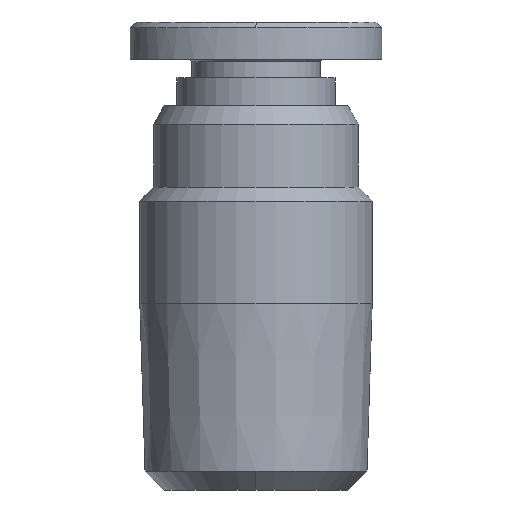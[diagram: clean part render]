
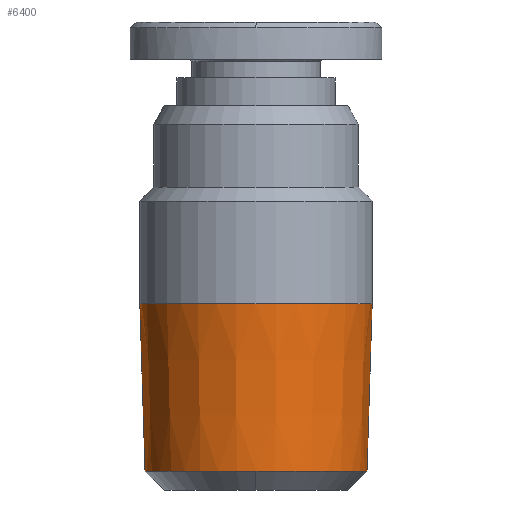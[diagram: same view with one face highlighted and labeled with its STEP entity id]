
A CAD part, left-side view. The second image highlights one B-rep face of the part: STEP entity #6400.
In plain terms, the highlighted conical face has half-angle 1.79 degrees and reference radius 4.99 mm.
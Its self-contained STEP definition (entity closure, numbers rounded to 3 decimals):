
#49 = EDGE_CURVE ( 'NONE', #11650, #14242, #12593, .T. ) ;
#701 = CIRCLE ( 'NONE', #1062, 4.99 ) ;
#963 = DIRECTION ( 'NONE',  ( 0., 0., 1. ) ) ;
#1024 = EDGE_CURVE ( 'NONE', #14242, #8094, #701, .T. ) ;
#1062 = AXIS2_PLACEMENT_3D ( 'NONE', #17968, #4845, #3402 ) ;
#1230 = DIRECTION ( 'NONE',  ( 0., -0.031, 1. ) ) ;
#1891 = ORIENTED_EDGE ( 'NONE', *, *, #1024, .T. ) ;
#3402 = DIRECTION ( 'NONE',  ( 0., 1., 0. ) ) ;
#3407 = DIRECTION ( 'NONE',  ( 0., 0., 1. ) ) ;
#4710 = EDGE_CURVE ( 'NONE', #10623, #8094, #13003, .T. ) ;
#4845 = DIRECTION ( 'NONE',  ( 0., 0., -1. ) ) ;
#5129 = AXIS2_PLACEMENT_3D ( 'NONE', #11210, #963, #9701 ) ;
#5271 = DIRECTION ( 'NONE',  ( 0., 0., 1. ) ) ;
#5436 = CARTESIAN_POINT ( 'NONE',  ( 22.995, 4.99, 3.504 ) ) ;
#5483 = ORIENTED_EDGE ( 'NONE', *, *, #4710, .F. ) ;
#6400 = ADVANCED_FACE ( 'NONE', ( #18980 ), #6893, .T. ) ;
#6893 = CONICAL_SURFACE ( 'NONE', #12440, 4.99, 0.031 ) ;
#7595 = CARTESIAN_POINT ( 'NONE',  ( 22.995, -4.765, -3.696 ) ) ;
#7656 = CIRCLE ( 'NONE', #5129, 4.765 ) ;
#8094 = VERTEX_POINT ( 'NONE', #17655 ) ;
#8234 = DIRECTION ( 'NONE',  ( 0., -1., 0. ) ) ;
#9701 = DIRECTION ( 'NONE',  ( 0., -1., 0. ) ) ;
#9719 = ORIENTED_EDGE ( 'NONE', *, *, #18420, .T. ) ;
#9789 = AXIS2_PLACEMENT_3D ( 'NONE', #16925, #5271, #8234 ) ;
#10504 = VERTEX_POINT ( 'NONE', #14078 ) ;
#10623 = VERTEX_POINT ( 'NONE', #16021 ) ;
#10869 = DIRECTION ( 'NONE',  ( 0., 1., 0. ) ) ;
#11003 = VECTOR ( 'NONE', #1230, 1000. ) ;
#11024 = ORIENTED_EDGE ( 'NONE', *, *, #18585, .T. ) ;
#11210 = CARTESIAN_POINT ( 'NONE',  ( 22.995, 0., -3.696 ) ) ;
#11650 = VERTEX_POINT ( 'NONE', #7595 ) ;
#11938 = EDGE_LOOP ( 'NONE', ( #11024, #13795, #1891, #5483, #9719 ) ) ;
#11964 = CIRCLE ( 'NONE', #9789, 4.765 ) ;
#12440 = AXIS2_PLACEMENT_3D ( 'NONE', #13707, #3407, #10869 ) ;
#12593 = LINE ( 'NONE', #15733, #11003 ) ;
#13003 = LINE ( 'NONE', #5436, #15953 ) ;
#13280 = CARTESIAN_POINT ( 'NONE',  ( 22.995, -4.99, 3.504 ) ) ;
#13707 = CARTESIAN_POINT ( 'NONE',  ( 22.995, 0., 3.504 ) ) ;
#13795 = ORIENTED_EDGE ( 'NONE', *, *, #49, .T. ) ;
#14078 = CARTESIAN_POINT ( 'NONE',  ( 18.23, 0., -3.696 ) ) ;
#14242 = VERTEX_POINT ( 'NONE', #13280 ) ;
#15733 = CARTESIAN_POINT ( 'NONE',  ( 22.995, -4.99, 3.504 ) ) ;
#15771 = DIRECTION ( 'NONE',  ( 0., 0.031, 1. ) ) ;
#15953 = VECTOR ( 'NONE', #15771, 1000. ) ;
#16021 = CARTESIAN_POINT ( 'NONE',  ( 22.995, 4.765, -3.696 ) ) ;
#16925 = CARTESIAN_POINT ( 'NONE',  ( 22.995, 0., -3.696 ) ) ;
#17655 = CARTESIAN_POINT ( 'NONE',  ( 22.995, 4.99, 3.504 ) ) ;
#17968 = CARTESIAN_POINT ( 'NONE',  ( 22.995, 0., 3.504 ) ) ;
#18420 = EDGE_CURVE ( 'NONE', #10623, #10504, #7656, .T. ) ;
#18585 = EDGE_CURVE ( 'NONE', #10504, #11650, #11964, .T. ) ;
#18980 = FACE_OUTER_BOUND ( 'NONE', #11938, .T. ) ;
